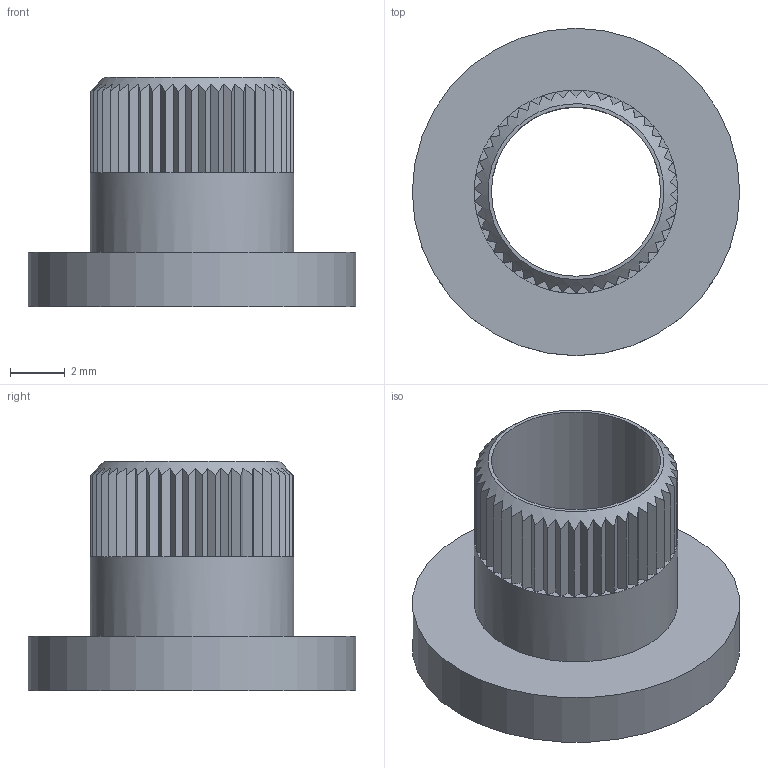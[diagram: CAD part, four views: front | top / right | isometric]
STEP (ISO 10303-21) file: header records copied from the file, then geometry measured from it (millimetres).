
FILE_DESCRIPTION (( 'STEP AP203' ), '1' );
FILE_NAME ('91074-B.STEP', '2014-08-08T05:25:39', ( 'Anwender' ), ( 'Microsoft' ), 'SwSTEP 2.0', 'SolidWorks 2013', '' );
FILE_SCHEMA (( 'CONFIG_CONTROL_DESIGN' ));
Length unit declared in the file: millimetre
Products named in the file (1): 91074-B
Bounding box: 12 x 12 x 8.4 mm (x, y, z)
Volume: 236.7 mm3; surface area: 574.1 mm2
Topology: 1 solids, 1 shells, 103 faces, 296 edges, 197 vertices
Faces by surface type: plane 98, cylinder 3, cone 2
Full cylindrical faces by diameter (mm): 6.2 x1, 7.45 x1, 12 x1
Entity records: 3451 total; most frequent: CARTESIAN_POINT 872, ORIENTED_EDGE 580, DIRECTION 412, EDGE_CURVE 290, VERTEX_POINT 196, VECTOR 188, LINE 188, AXIS2_PLACEMENT_3D 112
